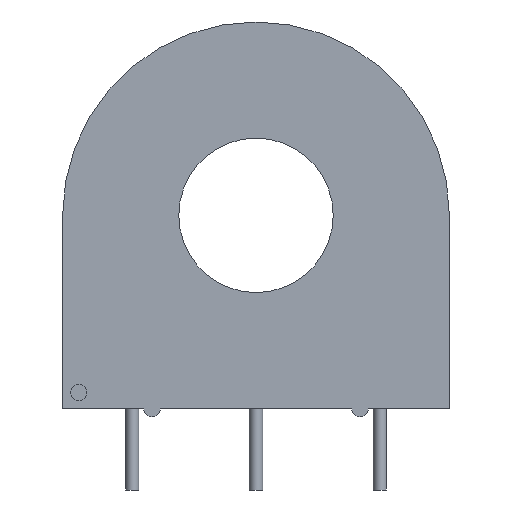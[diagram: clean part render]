
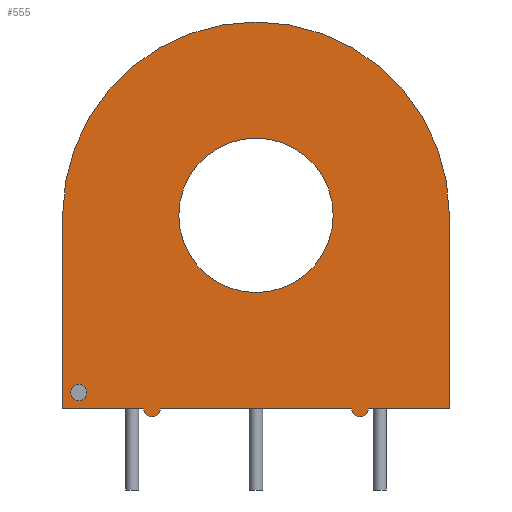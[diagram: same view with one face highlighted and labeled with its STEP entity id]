
A CAD part, front view. The second image highlights one B-rep face of the part: STEP entity #555.
In plain terms, the highlighted planar face has unit normal (0, -1, 0).
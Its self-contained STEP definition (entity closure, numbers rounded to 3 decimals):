
#15=FACE_BOUND('',#179,.T.);
#16=FACE_BOUND('',#180,.T.);
#23=PLANE('',#629);
#45=LINE('',#922,#84);
#46=LINE('',#926,#85);
#47=LINE('',#928,#86);
#48=LINE('',#932,#87);
#49=LINE('',#933,#88);
#84=VECTOR('',#747,1000.);
#85=VECTOR('',#750,1000.);
#86=VECTOR('',#751,1000.);
#87=VECTOR('',#754,1000.);
#88=VECTOR('',#755,1000.);
#143=FACE_OUTER_BOUND('',#178,.T.);
#178=EDGE_LOOP('',(#418,#419,#420,#421,#422,#423,#424,#425));
#179=EDGE_LOOP('',(#426));
#180=EDGE_LOOP('',(#427));
#226=CIRCLE('',#613,0.5);
#229=CIRCLE('',#617,4.75);
#237=CIRCLE('',#630,0.5);
#238=CIRCLE('',#631,0.5);
#239=CIRCLE('',#632,11.9);
#262=VERTEX_POINT('',#884);
#265=VERTEX_POINT('',#892);
#273=VERTEX_POINT('',#918);
#274=VERTEX_POINT('',#919);
#275=VERTEX_POINT('',#921);
#276=VERTEX_POINT('',#923);
#277=VERTEX_POINT('',#925);
#278=VERTEX_POINT('',#927);
#279=VERTEX_POINT('',#929);
#280=VERTEX_POINT('',#931);
#313=EDGE_CURVE('',#262,#262,#226,.T.);
#318=EDGE_CURVE('',#265,#265,#229,.T.);
#330=EDGE_CURVE('',#273,#274,#237,.T.);
#331=EDGE_CURVE('',#273,#275,#45,.T.);
#332=EDGE_CURVE('',#276,#275,#238,.T.);
#333=EDGE_CURVE('',#276,#277,#46,.T.);
#334=EDGE_CURVE('',#277,#278,#47,.T.);
#335=EDGE_CURVE('',#278,#279,#239,.T.);
#336=EDGE_CURVE('',#279,#280,#48,.T.);
#337=EDGE_CURVE('',#280,#274,#49,.T.);
#418=ORIENTED_EDGE('',*,*,#330,.F.);
#419=ORIENTED_EDGE('',*,*,#331,.T.);
#420=ORIENTED_EDGE('',*,*,#332,.F.);
#421=ORIENTED_EDGE('',*,*,#333,.T.);
#422=ORIENTED_EDGE('',*,*,#334,.T.);
#423=ORIENTED_EDGE('',*,*,#335,.T.);
#424=ORIENTED_EDGE('',*,*,#336,.T.);
#425=ORIENTED_EDGE('',*,*,#337,.T.);
#426=ORIENTED_EDGE('',*,*,#313,.T.);
#427=ORIENTED_EDGE('',*,*,#318,.T.);
#555=ADVANCED_FACE('',(#143,#15,#16),#23,.T.);
#613=AXIS2_PLACEMENT_3D('',#885,#705,#706);
#617=AXIS2_PLACEMENT_3D('',#894,#715,#716);
#629=AXIS2_PLACEMENT_3D('',#917,#743,#744);
#630=AXIS2_PLACEMENT_3D('',#920,#745,#746);
#631=AXIS2_PLACEMENT_3D('',#924,#748,#749);
#632=AXIS2_PLACEMENT_3D('',#930,#752,#753);
#705=DIRECTION('center_axis',(0.,1.,0.));
#706=DIRECTION('ref_axis',(-1.,0.,0.));
#715=DIRECTION('center_axis',(0.,1.,0.));
#716=DIRECTION('ref_axis',(1.,0.,0.));
#743=DIRECTION('center_axis',(0.,-1.,0.));
#744=DIRECTION('ref_axis',(1.,0.,0.));
#745=DIRECTION('center_axis',(0.,1.,0.));
#746=DIRECTION('ref_axis',(-1.,0.,0.));
#747=DIRECTION('',(1.,0.,0.));
#748=DIRECTION('center_axis',(0.,1.,0.));
#749=DIRECTION('ref_axis',(-1.,0.,0.));
#750=DIRECTION('',(1.,0.,0.));
#751=DIRECTION('',(0.,0.,1.));
#752=DIRECTION('center_axis',(0.,-1.,0.));
#753=DIRECTION('ref_axis',(1.,0.,0.));
#754=DIRECTION('',(0.,0.,-1.));
#755=DIRECTION('',(1.,0.,0.));
#884=CARTESIAN_POINT('',(-10.4,-5.56,1.5));
#885=CARTESIAN_POINT('Origin',(-10.9,-5.56,1.5));
#892=CARTESIAN_POINT('',(-4.75,-5.56,12.4));
#894=CARTESIAN_POINT('Origin',(0.,-5.56,12.4));
#917=CARTESIAN_POINT('Origin',(0.,-5.56,9.592));
#918=CARTESIAN_POINT('',(-5.9,-5.56,0.5));
#919=CARTESIAN_POINT('',(-6.9,-5.56,0.5));
#920=CARTESIAN_POINT('Origin',(-6.4,-5.56,0.5));
#921=CARTESIAN_POINT('',(5.9,-5.56,0.5));
#922=CARTESIAN_POINT('',(0.,-5.56,0.5));
#923=CARTESIAN_POINT('',(6.9,-5.56,0.5));
#924=CARTESIAN_POINT('Origin',(6.4,-5.56,0.5));
#925=CARTESIAN_POINT('',(11.9,-5.56,0.5));
#926=CARTESIAN_POINT('',(0.,-5.56,0.5));
#927=CARTESIAN_POINT('',(11.9,-5.56,12.4));
#928=CARTESIAN_POINT('',(11.9,-5.56,9.592));
#929=CARTESIAN_POINT('',(-11.9,-5.56,12.4));
#930=CARTESIAN_POINT('Origin',(0.,-5.56,12.4));
#931=CARTESIAN_POINT('',(-11.9,-5.56,0.5));
#932=CARTESIAN_POINT('',(-11.9,-5.56,9.592));
#933=CARTESIAN_POINT('',(0.,-5.56,0.5));
